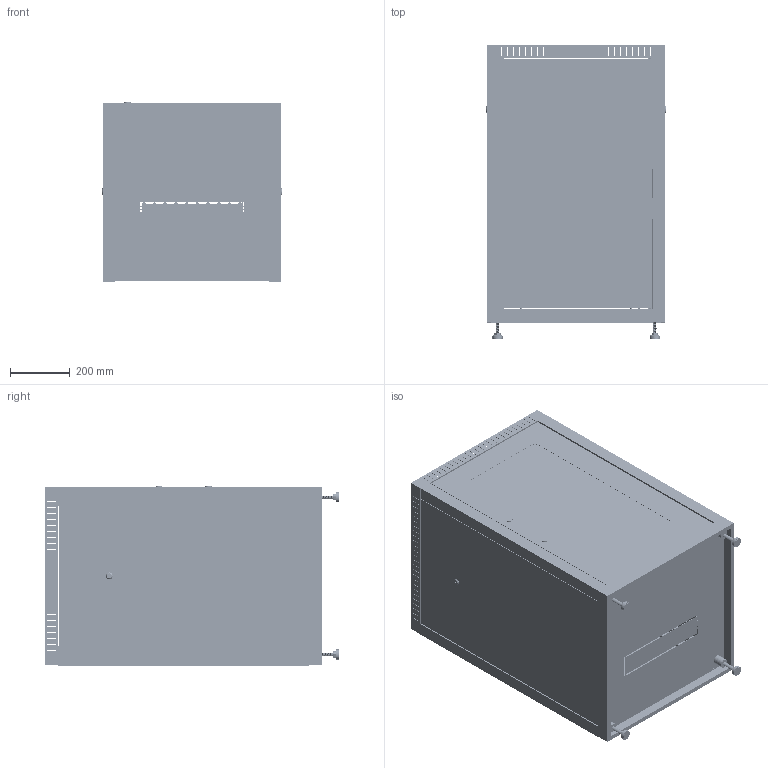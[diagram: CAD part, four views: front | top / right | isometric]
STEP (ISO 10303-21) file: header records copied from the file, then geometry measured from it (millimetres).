
FILE_DESCRIPTION (( 'STEP AP214' ), '1' );
FILE_NAME ('ITK LINEA E 600x600_18U_DverStekl-Me.STEP', '2018-12-24T11:02:42', ( '' ), ( '' ), 'SwSTEP 2.0', 'SolidWorks 2014', '' );
FILE_SCHEMA (( 'AUTOMOTIVE_DESIGN' ));
Length unit declared in the file: millimetre
Products named in the file (15): Bok_profil_-00; Profil 19_-00; Panel_Bok_-00; ﾎ魵瑙韃; Stoika_-00; Gaika; Dver_Me_18U; Îñíîâàíèå â ñáîðå; 岓臍 119.30.02 栺樏鋋_18U; Äâåðü â ñáîðå; ITK LINEA E 600x600_18U_DverStekl-Me; Vint (1)_01; ﾄ粢; Îïîðà LF-80; êðûøà
Assembly tree (59 placements, depth 3):
  ITK LINEA E 600x600_18U_DverStekl-Me
    Îñíîâàíèå â ñáîðå
      ﾎ魵瑙韃
      Îïîðà LF-80  x4
    Stoika_-00  x4
    êðûøà
    Panel_Bok_-00  x2
    Äâåðü â ñáîðå
      ﾄ粢
      岓臍 119.30.02 栺樏鋋_18U
    Dver_Me_18U
    Gaika  x16
    Bok_profil_-00  x4
    Vint (1)_01  x18
    Profil 19_-00  x4
Bounding box: 607 x 988.4 x 601.1 mm (x, y, z)
Volume: 6115156.1 mm3; surface area: 8610114.9 mm2
Topology: 57 solids, 57 shells, 7804 faces, 21206 edges, 13548 vertices
Faces by surface type: plane 5908, cylinder 1600, bspline 216, sphere 60, cone 12, torus 8
Entity records: 95377 total; most frequent: CARTESIAN_POINT 20769, ORIENTED_EDGE 15378, DIRECTION 14452, EDGE_CURVE 7689, VECTOR 6292, LINE 6292, VERTEX_POINT 5076, AXIS2_PLACEMENT_3D 4080
